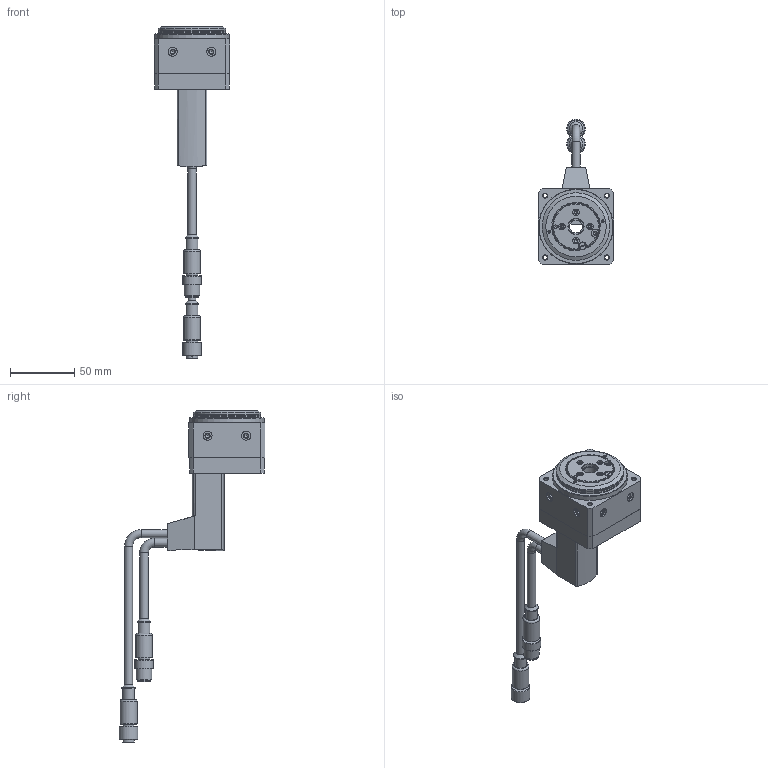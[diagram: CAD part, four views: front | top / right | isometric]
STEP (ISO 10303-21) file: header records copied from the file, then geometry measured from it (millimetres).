
FILE_DESCRIPTION(/* description */ ('STEP AP214'),/* implementation_level */ '2;1');
FILE_NAME(/* name */ '3008525_ERMO-12-ST-E',/* time_stamp */ '2024-08-21T09:53:54+02:00',/* author */ ('License CC BY-ND 4.0'),/* organization */ ('CADENAS'),/* preprocessor_version */ 'ST-DEVELOPER v19.3',/* originating_system */ 'PARTsolutions',/* authorisation */ ' ');
FILE_SCHEMA (('AUTOMOTIVE_DESIGN {1 0 10303 214 3 1 1}'));
Length unit declared in the file: millimetre
Products named in the file (6): 3008525 ERMO-12-ST-E---(0); 2954695 ERMO-12-ST-E---(0_d); 2954695 ERMO-12---(geh); 2661138 ERMO-12-SE---(m); 2954695 ERMO-12---(0_te); 378604 M5x0.5x13-45H
Assembly tree (5 placements, depth 2):
  3008525 ERMO-12-ST-E---(0)
    2954695 ERMO-12-ST-E---(0_d)
    2954695 ERMO-12---(geh)
    2661138 ERMO-12-SE---(m)
    2954695 ERMO-12---(0_te)
    378604 M5x0.5x13-45H
Bounding box: 59 x 113.15 x 257.81 mm (x, y, z)
Volume: 179637.4 mm3; surface area: 57272.2 mm2
Topology: 4 solids, 4 shells, 456 faces, 1022 edges, 663 vertices
Faces by surface type: cylinder 196, plane 172, cone 71, torus 17
Full cylindrical faces by diameter (mm): 0.8 x8, 1 x8, 1.25 x1, 1.567 x4, 2 x4, 2.1 x2, 2.459 x5, 2.5 x2, 3 x1, 3.242 x14, 3.4 x4, 4 x1, 4.459 x1, 5 x5, 5.5 x4, 5.78 x1, 6.2 x2, 6.5 x8, 6.8 x2, 7 x10, 9.2 x4, 10 x1, 10.7 x2, 10.773 x1, 10.917 x1, 11 x1, 12 x3, 12.5 x3, 13.2 x2, 14.6 x2
Entity records: 12501 total; most frequent: DIRECTION 2126, CARTESIAN_POINT 1916, ORIENTED_EDGE 1524, AXIS2_PLACEMENT_3D 923, FACE_BOUND 786, EDGE_LOOP 763, EDGE_CURVE 762, VERTEX_POINT 626
